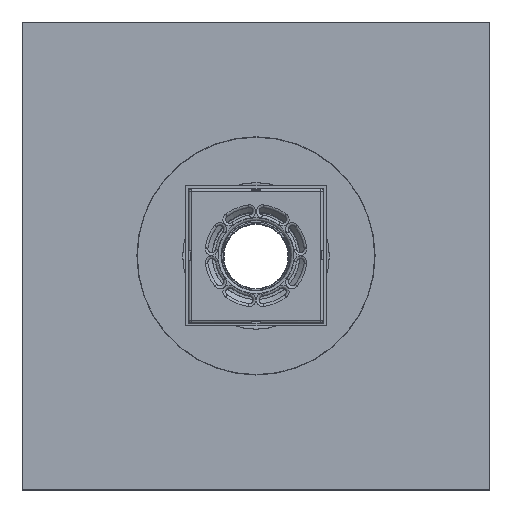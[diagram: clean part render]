
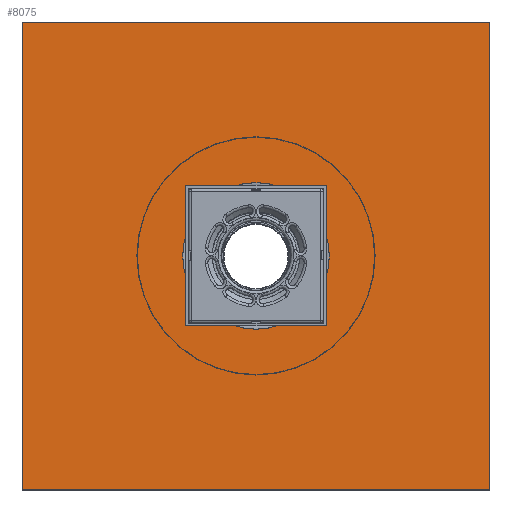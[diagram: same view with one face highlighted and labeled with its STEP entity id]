
A CAD part, top view. The second image highlights one B-rep face of the part: STEP entity #8075.
In plain terms, the highlighted planar face has unit normal (0, 0, 1).
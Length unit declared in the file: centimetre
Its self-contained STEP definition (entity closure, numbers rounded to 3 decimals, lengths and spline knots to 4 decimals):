
#615=FACE_BOUND('',#1767,.T.);
#1120=FACE_OUTER_BOUND('',#1766,.T.);
#1766=EDGE_LOOP('',(#7072,#7073,#7074,#7075));
#1767=EDGE_LOOP('',(#7076));
#2515=CIRCLE('',#10238,78.2516);
#3331=VERTEX_POINT('',#16371);
#3333=VERTEX_POINT('',#16375);
#3334=VERTEX_POINT('',#16379);
#3336=VERTEX_POINT('',#16382);
#3355=VERTEX_POINT('',#16450);
#4572=EDGE_CURVE('',#3331,#3333,#8560,.T.);
#4574=EDGE_CURVE('',#3336,#3334,#8562,.T.);
#4577=EDGE_CURVE('',#3333,#3336,#8565,.T.);
#4580=EDGE_CURVE('',#3331,#3334,#8568,.T.);
#4608=EDGE_CURVE('',#3355,#3355,#2515,.T.);
#7072=ORIENTED_EDGE('',*,*,#4580,.F.);
#7073=ORIENTED_EDGE('',*,*,#4572,.T.);
#7074=ORIENTED_EDGE('',*,*,#4577,.T.);
#7075=ORIENTED_EDGE('',*,*,#4574,.T.);
#7076=ORIENTED_EDGE('',*,*,#4608,.T.);
#7569=PLANE('',#10241);
#8075=ADVANCED_FACE('',(#1120,#615),#7569,.T.);
#8560=LINE('',#16377,#8998);
#8562=LINE('',#16383,#9000);
#8565=LINE('',#16388,#9003);
#8568=LINE('',#16392,#9006);
#8998=VECTOR('',#13096,1.);
#9000=VECTOR('',#13100,1.);
#9003=VECTOR('',#13105,1.);
#9006=VECTOR('',#13110,1.);
#10238=AXIS2_PLACEMENT_3D('',#16451,#13184,#13185);
#10241=AXIS2_PLACEMENT_3D('',#16454,#13190,#13191);
#13096=DIRECTION('',(1.,0.,0.));
#13100=DIRECTION('',(-1.,0.,0.));
#13105=DIRECTION('',(0.,1.,0.));
#13110=DIRECTION('',(0.,1.,0.));
#13184=DIRECTION('center_axis',(0.,0.,-1.));
#13185=DIRECTION('ref_axis',(1.,0.,0.));
#13190=DIRECTION('center_axis',(0.,0.,1.));
#13191=DIRECTION('ref_axis',(0.,1.,0.));
#16371=CARTESIAN_POINT('',(-250.,-250.,378.129));
#16375=CARTESIAN_POINT('',(250.,-250.,378.129));
#16377=CARTESIAN_POINT('',(0.,-250.,378.129));
#16379=CARTESIAN_POINT('',(-250.,250.,378.129));
#16382=CARTESIAN_POINT('',(250.,250.,378.129));
#16383=CARTESIAN_POINT('',(0.,250.,378.129));
#16388=CARTESIAN_POINT('',(250.,0.,378.129));
#16392=CARTESIAN_POINT('',(-250.,0.,378.129));
#16450=CARTESIAN_POINT('',(0.,-78.2516,378.129));
#16451=CARTESIAN_POINT('Origin',(0.,0.,378.129));
#16454=CARTESIAN_POINT('Origin',(0.,0.,378.129));
